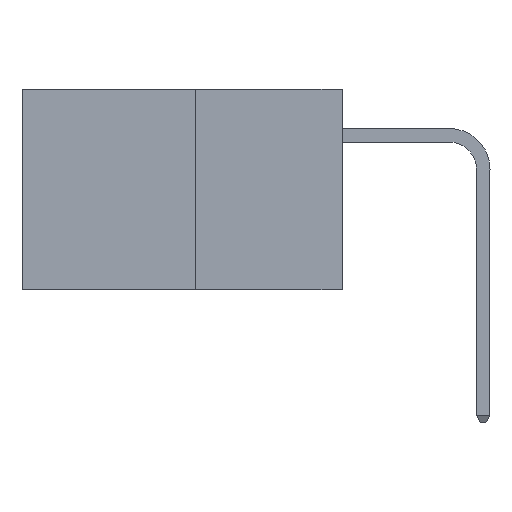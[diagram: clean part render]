
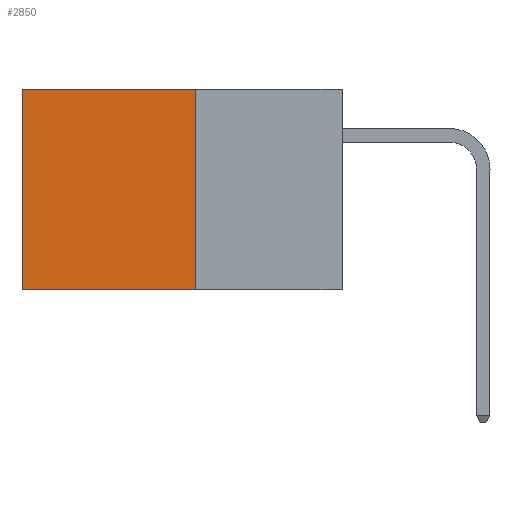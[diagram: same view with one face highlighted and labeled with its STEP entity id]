
A CAD part, left-side view. The second image highlights one B-rep face of the part: STEP entity #2850.
In plain terms, the highlighted planar face has unit normal (-1, 0, 0).
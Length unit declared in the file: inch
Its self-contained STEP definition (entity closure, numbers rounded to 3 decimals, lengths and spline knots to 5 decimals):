
#209 = LINE ( 'NONE', #10198, #2483 ) ;
#221 = VERTEX_POINT ( 'NONE', #4499 ) ;
#411 = FACE_OUTER_BOUND ( 'NONE', #3452, .T. ) ;
#1606 = CARTESIAN_POINT ( 'NONE',  ( 0.277, 0.59, -0.37 ) ) ;
#1691 = ORIENTED_EDGE ( 'NONE', *, *, #1917, .F. ) ;
#1917 = EDGE_CURVE ( 'NONE', #10549, #4827, #3744, .T. ) ;
#2044 = EDGE_CURVE ( 'NONE', #10023, #10549, #7185, .T. ) ;
#2253 = VECTOR ( 'NONE', #2929, 39.37008 ) ;
#2469 = VECTOR ( 'NONE', #6274, 39.37008 ) ;
#2483 = VECTOR ( 'NONE', #6045, 39.37008 ) ;
#2765 = LINE ( 'NONE', #1606, #2469 ) ;
#2850 = ADVANCED_FACE ( 'NONE', ( #411 ), #4140, .F. ) ;
#2929 = DIRECTION ( 'NONE',  ( 0., 0., -1. ) ) ;
#3008 = CARTESIAN_POINT ( 'NONE',  ( 0.277, 0.27, -0.37 ) ) ;
#3452 = EDGE_LOOP ( 'NONE', ( #10724, #1691, #6650, #8972 ) ) ;
#3744 = LINE ( 'NONE', #5960, #10342 ) ;
#3946 = DIRECTION ( 'NONE',  ( 0., 0., -1. ) ) ;
#3958 = DIRECTION ( 'NONE',  ( 1., 0., 0. ) ) ;
#3996 = CARTESIAN_POINT ( 'NONE',  ( 0.277, 0.27, -0.37 ) ) ;
#4140 = PLANE ( 'NONE',  #5515 ) ;
#4499 = CARTESIAN_POINT ( 'NONE',  ( 0.277, 0.59, 0. ) ) ;
#4827 = VERTEX_POINT ( 'NONE', #10801 ) ;
#4901 = EDGE_CURVE ( 'NONE', #10023, #221, #209, .T. ) ;
#5209 = EDGE_CURVE ( 'NONE', #221, #4827, #2765, .T. ) ;
#5515 = AXIS2_PLACEMENT_3D ( 'NONE', #3996, #3958, #3946 ) ;
#5785 = DIRECTION ( 'NONE',  ( 0., 1., 0. ) ) ;
#5960 = CARTESIAN_POINT ( 'NONE',  ( 0.277, 0.27, -0.37 ) ) ;
#6045 = DIRECTION ( 'NONE',  ( 0., 1., 0. ) ) ;
#6274 = DIRECTION ( 'NONE',  ( 0., 0., -1. ) ) ;
#6650 = ORIENTED_EDGE ( 'NONE', *, *, #2044, .F. ) ;
#7165 = CARTESIAN_POINT ( 'NONE',  ( 0.277, 0.27, 0. ) ) ;
#7185 = LINE ( 'NONE', #3008, #2253 ) ;
#7507 = CARTESIAN_POINT ( 'NONE',  ( 0.277, 0.27, -0.37 ) ) ;
#8972 = ORIENTED_EDGE ( 'NONE', *, *, #4901, .T. ) ;
#10023 = VERTEX_POINT ( 'NONE', #7165 ) ;
#10198 = CARTESIAN_POINT ( 'NONE',  ( 0.277, 0.27, 0. ) ) ;
#10342 = VECTOR ( 'NONE', #5785, 39.37008 ) ;
#10549 = VERTEX_POINT ( 'NONE', #7507 ) ;
#10724 = ORIENTED_EDGE ( 'NONE', *, *, #5209, .T. ) ;
#10801 = CARTESIAN_POINT ( 'NONE',  ( 0.277, 0.59, -0.37 ) ) ;
